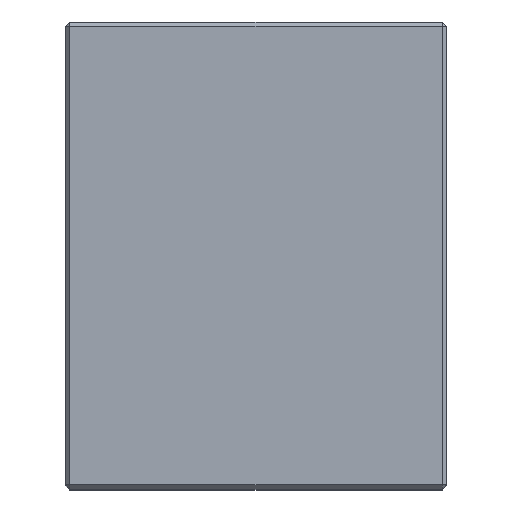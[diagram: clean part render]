
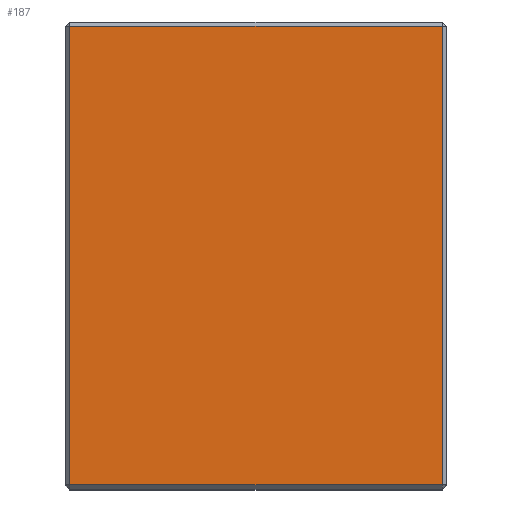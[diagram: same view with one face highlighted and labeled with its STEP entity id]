
A CAD part, top view. The second image highlights one B-rep face of the part: STEP entity #187.
In plain terms, the highlighted planar face has unit normal (0, 0, 1).
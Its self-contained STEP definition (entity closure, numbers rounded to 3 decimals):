
#145=FACE_OUTER_BOUND('',#489,.T.);
#187=ADVANCED_FACE('',(#145),#253,.F.);
#253=PLANE('',#1002);
#291=LINE('',#1432,#339);
#292=LINE('',#1435,#340);
#293=LINE('',#1437,#341);
#294=LINE('',#1439,#342);
#339=VECTOR('',#1150,1.);
#340=VECTOR('',#1151,1.);
#341=VECTOR('',#1152,1.);
#342=VECTOR('',#1153,1.);
#489=EDGE_LOOP('',(#614,#615,#616,#617));
#614=ORIENTED_EDGE('',*,*,#878,.T.);
#615=ORIENTED_EDGE('',*,*,#879,.T.);
#616=ORIENTED_EDGE('',*,*,#880,.T.);
#617=ORIENTED_EDGE('',*,*,#881,.T.);
#798=VERTEX_POINT('',#1433);
#799=VERTEX_POINT('',#1434);
#800=VERTEX_POINT('',#1436);
#801=VERTEX_POINT('',#1438);
#878=EDGE_CURVE('',#798,#799,#291,.T.);
#879=EDGE_CURVE('',#799,#800,#292,.T.);
#880=EDGE_CURVE('',#800,#801,#293,.T.);
#881=EDGE_CURVE('',#801,#798,#294,.T.);
#1002=AXIS2_PLACEMENT_3D('',#1440,#1154,#1155);
#1150=DIRECTION('',(0.,1.,0.));
#1151=DIRECTION('',(-1.,0.,0.));
#1152=DIRECTION('',(0.,-1.,0.));
#1153=DIRECTION('',(1.,0.,0.));
#1154=DIRECTION('',(0.,0.,-1.));
#1155=DIRECTION('',(-1.,0.,0.));
#1432=CARTESIAN_POINT('',(87.,54.,55.));
#1433=CARTESIAN_POINT('',(87.,-53.,55.));
#1434=CARTESIAN_POINT('',(87.,53.,55.));
#1435=CARTESIAN_POINT('',(88.,53.,55.));
#1436=CARTESIAN_POINT('',(1.,53.,55.));
#1437=CARTESIAN_POINT('',(1.,54.,55.));
#1438=CARTESIAN_POINT('',(1.,-53.,55.));
#1439=CARTESIAN_POINT('',(88.,-53.,55.));
#1440=CARTESIAN_POINT('',(88.,54.,55.));
